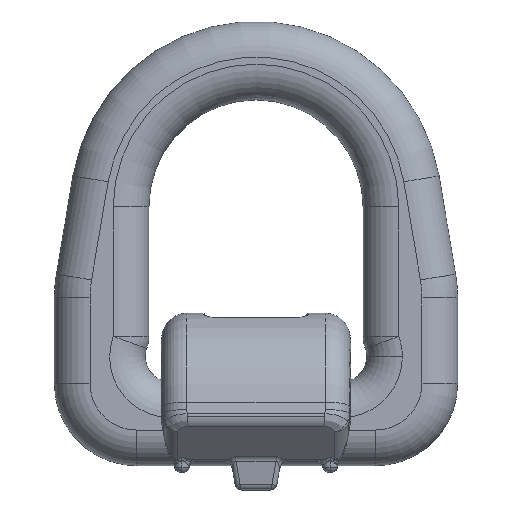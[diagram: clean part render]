
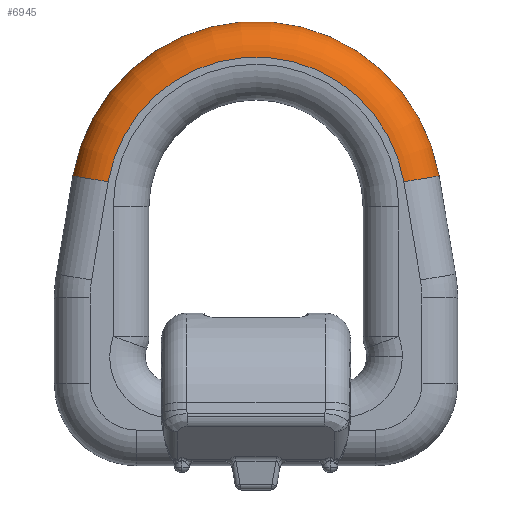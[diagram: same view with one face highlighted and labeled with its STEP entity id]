
A CAD part, top view. The second image highlights one B-rep face of the part: STEP entity #6945.
In plain terms, the highlighted toroidal (fillet/blend) face has major radius 42 mm and minor radius 10 mm.
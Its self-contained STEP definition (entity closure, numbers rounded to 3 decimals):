
#281 = CIRCLE ( 'NONE', #9659, 10. ) ;
#972 = CIRCLE ( 'NONE', #3202, 10. ) ;
#995 = FACE_OUTER_BOUND ( 'NONE', #11127, .T. ) ;
#1455 = AXIS2_PLACEMENT_3D ( 'NONE', #4584, #6395, #8854 ) ;
#1493 = CARTESIAN_POINT ( 'NONE',  ( 0., 0., 2.25 ) ) ;
#1793 = EDGE_CURVE ( 'NONE', #6111, #9242, #3631, .T. ) ;
#1795 = DIRECTION ( 'NONE',  ( 0.167, -0.986, 0. ) ) ;
#2000 = CARTESIAN_POINT ( 'NONE',  ( 41.408, 7.029, 2.25 ) ) ;
#2595 = DIRECTION ( 'NONE',  ( 0.167, 0.986, 0. ) ) ;
#3177 = CARTESIAN_POINT ( 'NONE',  ( 41.408, 7.029, 12.25 ) ) ;
#3202 = AXIS2_PLACEMENT_3D ( 'NONE', #2000, #1795, #11535 ) ;
#3631 = CIRCLE ( 'NONE', #8094, 52. ) ;
#3968 = CARTESIAN_POINT ( 'NONE',  ( -41.408, 7.029, 12.25 ) ) ;
#4081 = VERTEX_POINT ( 'NONE', #3968 ) ;
#4584 = CARTESIAN_POINT ( 'NONE',  ( 0., 0., 12.25 ) ) ;
#5060 = EDGE_CURVE ( 'NONE', #6111, #4081, #281, .T. ) ;
#5224 = CIRCLE ( 'NONE', #1455, 42. ) ;
#5755 = CARTESIAN_POINT ( 'NONE',  ( -51.267, 8.702, 2.25 ) ) ;
#5879 = DIRECTION ( 'NONE',  ( 0., 0., -1. ) ) ;
#6018 = DIRECTION ( 'NONE',  ( 1., 0., 0. ) ) ;
#6111 = VERTEX_POINT ( 'NONE', #5755 ) ;
#6162 = ORIENTED_EDGE ( 'NONE', *, *, #5060, .T. ) ;
#6345 = AXIS2_PLACEMENT_3D ( 'NONE', #12060, #9941, #7826 ) ;
#6395 = DIRECTION ( 'NONE',  ( 0., 0., 1. ) ) ;
#6707 = EDGE_CURVE ( 'NONE', #9978, #4081, #5224, .T. ) ;
#6945 = ADVANCED_FACE ( 'NONE', ( #995 ), #13541, .T. ) ;
#7063 = CARTESIAN_POINT ( 'NONE',  ( 51.267, 8.702, 2.25 ) ) ;
#7826 = DIRECTION ( 'NONE',  ( 1., 0., 0. ) ) ;
#8094 = AXIS2_PLACEMENT_3D ( 'NONE', #1493, #5879, #6018 ) ;
#8300 = ORIENTED_EDGE ( 'NONE', *, *, #1793, .F. ) ;
#8854 = DIRECTION ( 'NONE',  ( 1., 0., 0. ) ) ;
#8891 = DIRECTION ( 'NONE',  ( -0.986, 0.167, 0. ) ) ;
#9242 = VERTEX_POINT ( 'NONE', #7063 ) ;
#9415 = ORIENTED_EDGE ( 'NONE', *, *, #11998, .F. ) ;
#9659 = AXIS2_PLACEMENT_3D ( 'NONE', #13593, #2595, #8891 ) ;
#9941 = DIRECTION ( 'NONE',  ( 0., 0., 1. ) ) ;
#9978 = VERTEX_POINT ( 'NONE', #3177 ) ;
#11127 = EDGE_LOOP ( 'NONE', ( #6162, #12423, #9415, #8300 ) ) ;
#11535 = DIRECTION ( 'NONE',  ( 0.986, 0.167, 0. ) ) ;
#11998 = EDGE_CURVE ( 'NONE', #9242, #9978, #972, .T. ) ;
#12060 = CARTESIAN_POINT ( 'NONE',  ( 0., 0., 2.25 ) ) ;
#12423 = ORIENTED_EDGE ( 'NONE', *, *, #6707, .F. ) ;
#13541 = TOROIDAL_SURFACE ( 'NONE', #6345, 42., 10. ) ;
#13593 = CARTESIAN_POINT ( 'NONE',  ( -41.408, 7.029, 2.25 ) ) ;
